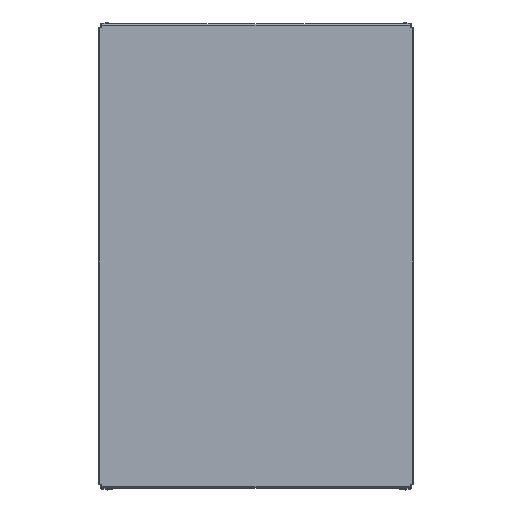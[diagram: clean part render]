
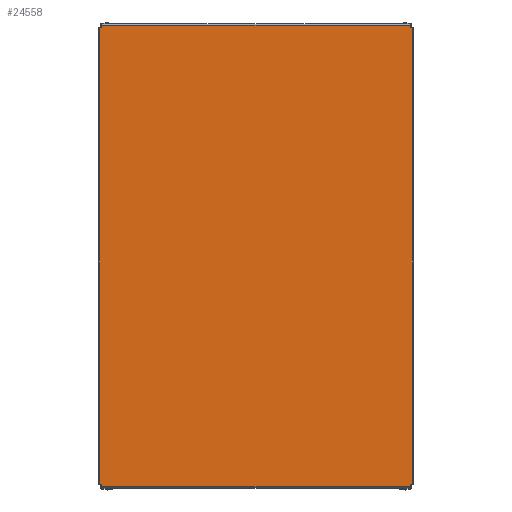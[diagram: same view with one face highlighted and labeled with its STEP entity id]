
A CAD part, top view. The second image highlights one B-rep face of the part: STEP entity #24558.
In plain terms, the highlighted planar face has unit normal (0, 0, 1).
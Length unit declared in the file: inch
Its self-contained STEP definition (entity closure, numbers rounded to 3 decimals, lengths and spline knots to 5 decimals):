
#245 = DIRECTION ( 'NONE',  ( 1., 0., 0. ) ) ;
#396 = ORIENTED_EDGE ( 'NONE', *, *, #16755, .F. ) ;
#521 = ORIENTED_EDGE ( 'NONE', *, *, #28977, .T. ) ;
#996 = CARTESIAN_POINT ( 'NONE',  ( 11.904, -17.8295, 7.472 ) ) ;
#1922 = DIRECTION ( 'NONE',  ( 0., 0., -1. ) ) ;
#3142 = CARTESIAN_POINT ( 'NONE',  ( -11.904, -17.8295, 7.472 ) ) ;
#4698 = VECTOR ( 'NONE', #43052, 39.37008 ) ;
#6547 = DIRECTION ( 'NONE',  ( -1., 0., 0. ) ) ;
#7514 = DIRECTION ( 'NONE',  ( -1., 0., 0. ) ) ;
#7980 = EDGE_CURVE ( 'NONE', #57869, #12612, #57279, .T. ) ;
#8365 = CARTESIAN_POINT ( 'NONE',  ( -11.95063, -17.69613, 7.472 ) ) ;
#8544 = CARTESIAN_POINT ( 'NONE',  ( 11.95063, 17.6495, 7.472 ) ) ;
#8664 = CARTESIAN_POINT ( 'NONE',  ( -11.95063, -17.6495, 7.472 ) ) ;
#8832 = ORIENTED_EDGE ( 'NONE', *, *, #28316, .F. ) ;
#9278 = LINE ( 'NONE', #13791, #21239 ) ;
#9292 = CARTESIAN_POINT ( 'NONE',  ( 11.904, 17.8295, 7.472 ) ) ;
#9932 = CIRCLE ( 'NONE', #63648, 0.04663 ) ;
#11053 = EDGE_CURVE ( 'NONE', #42951, #42024, #60363, .T. ) ;
#12612 = VERTEX_POINT ( 'NONE', #28347 ) ;
#12720 = VERTEX_POINT ( 'NONE', #30565 ) ;
#12930 = ORIENTED_EDGE ( 'NONE', *, *, #29304, .T. ) ;
#13048 = DIRECTION ( 'NONE',  ( -1., 0., 0. ) ) ;
#13073 = DIRECTION ( 'NONE',  ( 0., -1., 0. ) ) ;
#13279 = CARTESIAN_POINT ( 'NONE',  ( 11.904, 17.69612, 7.472 ) ) ;
#13791 = CARTESIAN_POINT ( 'NONE',  ( -12.172, -17.6495, 7.472 ) ) ;
#14251 = VERTEX_POINT ( 'NONE', #50373 ) ;
#14742 = EDGE_CURVE ( 'NONE', #42951, #23534, #53073, .T. ) ;
#14980 = DIRECTION ( 'NONE',  ( -1., 0., 0. ) ) ;
#15408 = LINE ( 'NONE', #26051, #60450 ) ;
#15465 = CARTESIAN_POINT ( 'NONE',  ( -12.172, -17.6495, 7.472 ) ) ;
#15887 = VERTEX_POINT ( 'NONE', #9292 ) ;
#16755 = EDGE_CURVE ( 'NONE', #28209, #29972, #34995, .T. ) ;
#16774 = CARTESIAN_POINT ( 'NONE',  ( 12.086, 17.8295, 7.472 ) ) ;
#17628 = ORIENTED_EDGE ( 'NONE', *, *, #27076, .T. ) ;
#17824 = EDGE_CURVE ( 'NONE', #28209, #57869, #33390, .T. ) ;
#18873 = CARTESIAN_POINT ( 'NONE',  ( 11.95063, 17.69612, 7.472 ) ) ;
#20539 = CARTESIAN_POINT ( 'NONE',  ( -11.904, -17.9155, 7.472 ) ) ;
#20854 = CARTESIAN_POINT ( 'NONE',  ( -11.95063, 17.6495, 7.472 ) ) ;
#20979 = EDGE_LOOP ( 'NONE', ( #63219, #58413, #8832, #12930, #32327, #32040, #59623, #53775, #54619, #17628, #52028, #58020, #31503, #521, #396, #33925 ) ) ;
#21239 = VECTOR ( 'NONE', #245, 39.37008 ) ;
#21414 = DIRECTION ( 'NONE',  ( 0., 0., -1. ) ) ;
#22915 = VERTEX_POINT ( 'NONE', #8544 ) ;
#23125 = VECTOR ( 'NONE', #13073, 39.37008 ) ;
#23534 = VERTEX_POINT ( 'NONE', #31898 ) ;
#24284 = EDGE_CURVE ( 'NONE', #14251, #15887, #57331, .T. ) ;
#24370 = CARTESIAN_POINT ( 'NONE',  ( -12.172, 17.8295, 7.472 ) ) ;
#24471 = AXIS2_PLACEMENT_3D ( 'NONE', #8365, #21414, #28071 ) ;
#24558 = ADVANCED_FACE ( 'NONE', ( #34343 ), #48895, .F. ) ;
#25632 = LINE ( 'NONE', #55013, #49229 ) ;
#25663 = AXIS2_PLACEMENT_3D ( 'NONE', #47351, #52530, #53160 ) ;
#25678 = EDGE_CURVE ( 'NONE', #14251, #12720, #42467, .T. ) ;
#26051 = CARTESIAN_POINT ( 'NONE',  ( 12.172, 17.6495, 7.472 ) ) ;
#26177 = CARTESIAN_POINT ( 'NONE',  ( 12.086, -17.6495, 7.472 ) ) ;
#26876 = EDGE_CURVE ( 'NONE', #12612, #58496, #9278, .T. ) ;
#27076 = EDGE_CURVE ( 'NONE', #59871, #23534, #15408, .T. ) ;
#27240 = VERTEX_POINT ( 'NONE', #38514 ) ;
#28071 = DIRECTION ( 'NONE',  ( -1., 0., 0. ) ) ;
#28209 = VERTEX_POINT ( 'NONE', #996 ) ;
#28316 = EDGE_CURVE ( 'NONE', #29228, #58496, #41950, .T. ) ;
#28347 = CARTESIAN_POINT ( 'NONE',  ( 11.95063, -17.6495, 7.472 ) ) ;
#28977 = EDGE_CURVE ( 'NONE', #27240, #29972, #35369, .T. ) ;
#29026 = LINE ( 'NONE', #58448, #39907 ) ;
#29228 = VERTEX_POINT ( 'NONE', #62837 ) ;
#29234 = EDGE_CURVE ( 'NONE', #22915, #56089, #9932, .T. ) ;
#29283 = AXIS2_PLACEMENT_3D ( 'NONE', #24370, #48587, #14980 ) ;
#29304 = EDGE_CURVE ( 'NONE', #29228, #22915, #25632, .T. ) ;
#29450 = EDGE_CURVE ( 'NONE', #42024, #27240, #29625, .T. ) ;
#29522 = CARTESIAN_POINT ( 'NONE',  ( 11.904, -17.9155, 7.472 ) ) ;
#29625 = CIRCLE ( 'NONE', #24471, 0.04663 ) ;
#29650 = EDGE_CURVE ( 'NONE', #56089, #15887, #29026, .T. ) ;
#29972 = VERTEX_POINT ( 'NONE', #3142 ) ;
#30565 = CARTESIAN_POINT ( 'NONE',  ( -11.904, 17.69612, 7.472 ) ) ;
#31503 = ORIENTED_EDGE ( 'NONE', *, *, #29450, .T. ) ;
#31898 = CARTESIAN_POINT ( 'NONE',  ( -12.086, 17.6495, 7.472 ) ) ;
#31920 = DIRECTION ( 'NONE',  ( -1., 0., 0. ) ) ;
#32040 = ORIENTED_EDGE ( 'NONE', *, *, #29650, .T. ) ;
#32327 = ORIENTED_EDGE ( 'NONE', *, *, #29234, .T. ) ;
#33041 = CARTESIAN_POINT ( 'NONE',  ( -12.086, 17.8295, 7.472 ) ) ;
#33390 = LINE ( 'NONE', #29522, #62828 ) ;
#33925 = ORIENTED_EDGE ( 'NONE', *, *, #17824, .T. ) ;
#34343 = FACE_OUTER_BOUND ( 'NONE', #20979, .T. ) ;
#34995 = LINE ( 'NONE', #54714, #48275 ) ;
#35369 = LINE ( 'NONE', #20539, #36769 ) ;
#36103 = CARTESIAN_POINT ( 'NONE',  ( 11.904, -17.69613, 7.472 ) ) ;
#36397 = EDGE_CURVE ( 'NONE', #12720, #59871, #45238, .T. ) ;
#36769 = VECTOR ( 'NONE', #54773, 39.37008 ) ;
#37295 = DIRECTION ( 'NONE',  ( 1., 0., 0. ) ) ;
#37673 = AXIS2_PLACEMENT_3D ( 'NONE', #47104, #1922, #31920 ) ;
#38514 = CARTESIAN_POINT ( 'NONE',  ( -11.904, -17.69613, 7.472 ) ) ;
#39907 = VECTOR ( 'NONE', #57807, 39.37008 ) ;
#41792 = VECTOR ( 'NONE', #50018, 39.37008 ) ;
#41950 = LINE ( 'NONE', #16774, #56292 ) ;
#42024 = VERTEX_POINT ( 'NONE', #8664 ) ;
#42143 = CARTESIAN_POINT ( 'NONE',  ( -12.172, 17.8295, 7.472 ) ) ;
#42467 = LINE ( 'NONE', #62208, #23125 ) ;
#42693 = VECTOR ( 'NONE', #37295, 39.37008 ) ;
#42951 = VERTEX_POINT ( 'NONE', #49452 ) ;
#43052 = DIRECTION ( 'NONE',  ( 0., 1., 0. ) ) ;
#45238 = CIRCLE ( 'NONE', #25663, 0.04663 ) ;
#46478 = DIRECTION ( 'NONE',  ( 0., -1., 0. ) ) ;
#47104 = CARTESIAN_POINT ( 'NONE',  ( 11.95063, -17.69613, 7.472 ) ) ;
#47351 = CARTESIAN_POINT ( 'NONE',  ( -11.95063, 17.69612, 7.472 ) ) ;
#48275 = VECTOR ( 'NONE', #6547, 39.37008 ) ;
#48587 = DIRECTION ( 'NONE',  ( 0., 0., -1. ) ) ;
#48882 = DIRECTION ( 'NONE',  ( -1., 0., 0. ) ) ;
#48895 = PLANE ( 'NONE',  #29283 ) ;
#49229 = VECTOR ( 'NONE', #48882, 39.37008 ) ;
#49452 = CARTESIAN_POINT ( 'NONE',  ( -12.086, -17.6495, 7.472 ) ) ;
#49548 = DIRECTION ( 'NONE',  ( 0., 1., 0. ) ) ;
#50018 = DIRECTION ( 'NONE',  ( 1., 0., 0. ) ) ;
#50373 = CARTESIAN_POINT ( 'NONE',  ( -11.904, 17.8295, 7.472 ) ) ;
#52028 = ORIENTED_EDGE ( 'NONE', *, *, #14742, .F. ) ;
#52530 = DIRECTION ( 'NONE',  ( 0., 0., -1. ) ) ;
#53073 = LINE ( 'NONE', #33041, #4698 ) ;
#53160 = DIRECTION ( 'NONE',  ( -1., 0., 0. ) ) ;
#53775 = ORIENTED_EDGE ( 'NONE', *, *, #25678, .T. ) ;
#54619 = ORIENTED_EDGE ( 'NONE', *, *, #36397, .T. ) ;
#54714 = CARTESIAN_POINT ( 'NONE',  ( -12.172, -17.8295, 7.472 ) ) ;
#54773 = DIRECTION ( 'NONE',  ( 0., -1., 0. ) ) ;
#55013 = CARTESIAN_POINT ( 'NONE',  ( 12.172, 17.6495, 7.472 ) ) ;
#56089 = VERTEX_POINT ( 'NONE', #13279 ) ;
#56292 = VECTOR ( 'NONE', #46478, 39.37008 ) ;
#57279 = CIRCLE ( 'NONE', #37673, 0.04663 ) ;
#57331 = LINE ( 'NONE', #42143, #42693 ) ;
#57646 = DIRECTION ( 'NONE',  ( 0., 0., -1. ) ) ;
#57807 = DIRECTION ( 'NONE',  ( 0., 1., 0. ) ) ;
#57869 = VERTEX_POINT ( 'NONE', #36103 ) ;
#58020 = ORIENTED_EDGE ( 'NONE', *, *, #11053, .T. ) ;
#58413 = ORIENTED_EDGE ( 'NONE', *, *, #26876, .T. ) ;
#58448 = CARTESIAN_POINT ( 'NONE',  ( 11.904, 17.9155, 7.472 ) ) ;
#58496 = VERTEX_POINT ( 'NONE', #26177 ) ;
#59623 = ORIENTED_EDGE ( 'NONE', *, *, #24284, .F. ) ;
#59871 = VERTEX_POINT ( 'NONE', #20854 ) ;
#60363 = LINE ( 'NONE', #15465, #41792 ) ;
#60450 = VECTOR ( 'NONE', #7514, 39.37008 ) ;
#62208 = CARTESIAN_POINT ( 'NONE',  ( -11.904, 17.9155, 7.472 ) ) ;
#62828 = VECTOR ( 'NONE', #49548, 39.37008 ) ;
#62837 = CARTESIAN_POINT ( 'NONE',  ( 12.086, 17.6495, 7.472 ) ) ;
#63219 = ORIENTED_EDGE ( 'NONE', *, *, #7980, .T. ) ;
#63648 = AXIS2_PLACEMENT_3D ( 'NONE', #18873, #57646, #13048 ) ;
